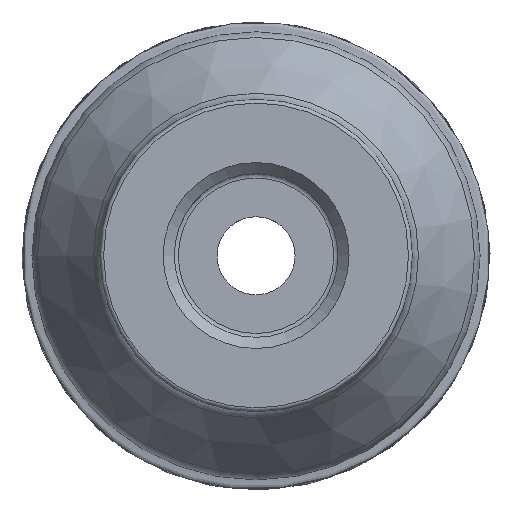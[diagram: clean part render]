
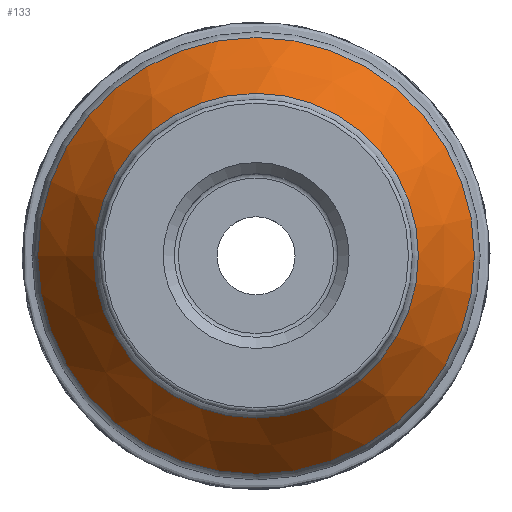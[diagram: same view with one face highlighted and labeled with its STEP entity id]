
A CAD part, top view. The second image highlights one B-rep face of the part: STEP entity #133.
In plain terms, the highlighted conical face has half-angle 33.586 degrees and reference radius 21.835 mm.
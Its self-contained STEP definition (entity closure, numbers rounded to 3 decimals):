
#133=ADVANCED_FACE('S5',(#186,#187),#165,.T.);
#165=CONICAL_SURFACE('',#635,21.835,33.586);
#186=FACE_BOUND('',#255,.T.);
#187=FACE_BOUND('',#256,.T.);
#255=EDGE_LOOP('',(#323));
#256=EDGE_LOOP('',(#324));
#323=ORIENTED_EDGE('',*,*,#425,.T.);
#324=ORIENTED_EDGE('',*,*,#426,.T.);
#390=VERTEX_POINT('',#915);
#391=VERTEX_POINT('',#917);
#425=EDGE_CURVE('',#390,#390,#459,.T.);
#426=EDGE_CURVE('',#391,#391,#460,.T.);
#459=CIRCLE('',#633,29.369);
#460=CIRCLE('',#634,21.835);
#633=AXIS2_PLACEMENT_3D('',#914,#755,#756);
#634=AXIS2_PLACEMENT_3D('',#916,#757,#758);
#635=AXIS2_PLACEMENT_3D('',#918,#759,#760);
#755=DIRECTION('',(0.,0.,1.));
#756=DIRECTION('',(1.,0.,0.));
#757=DIRECTION('',(0.,0.,-1.));
#758=DIRECTION('',(-1.,0.,0.));
#759=DIRECTION('',(0.,0.,-1.));
#760=DIRECTION('',(-1.,0.,0.));
#914=CARTESIAN_POINT('',(0.,0.,-27.612));
#915=CARTESIAN_POINT('',(29.369,0.,-27.612));
#916=CARTESIAN_POINT('',(0.,0.,-16.266));
#917=CARTESIAN_POINT('',(-21.835,0.,-16.266));
#918=CARTESIAN_POINT('',(0.,0.,-16.266));
